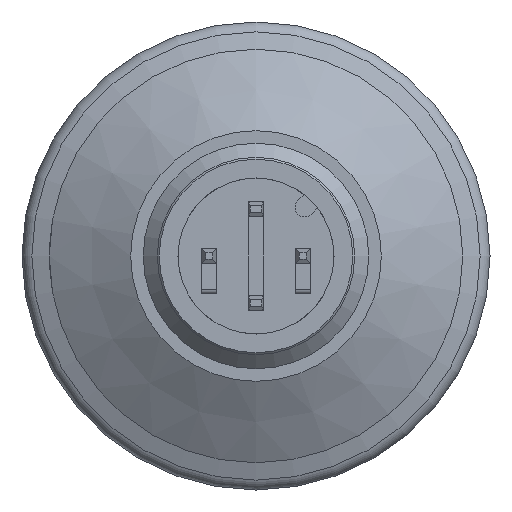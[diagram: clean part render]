
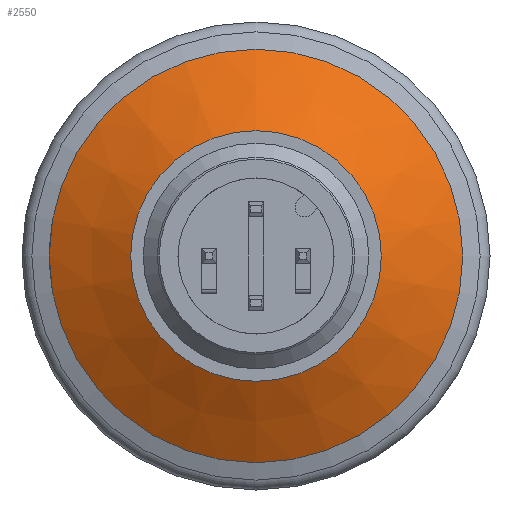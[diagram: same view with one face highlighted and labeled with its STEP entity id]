
A CAD part, front view. The second image highlights one B-rep face of the part: STEP entity #2550.
In plain terms, the highlighted conical face has half-angle 60 degrees and reference radius 6.67 mm.
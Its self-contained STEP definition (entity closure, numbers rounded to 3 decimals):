
#477=CONICAL_SURFACE('',#2727,6.67,1.047);
#962=ORIENTED_EDGE('',*,*,#1216,.F.);
#963=ORIENTED_EDGE('',*,*,#1214,.T.);
#1214=EDGE_CURVE('',#1387,#1387,#1435,.T.);
#1216=EDGE_CURVE('',#1389,#1389,#1437,.T.);
#1387=VERTEX_POINT('',#3765);
#1389=VERTEX_POINT('',#3771);
#1435=CIRCLE('',#2724,6.67);
#1437=CIRCLE('',#2728,11.);
#1560=EDGE_LOOP('',(#962));
#1561=EDGE_LOOP('',(#963));
#1689=FACE_BOUND('',#1560,.T.);
#1690=FACE_BOUND('',#1561,.T.);
#2550=ADVANCED_FACE('',(#1689,#1690),#477,.T.);
#2724=AXIS2_PLACEMENT_3D('',#3764,#3238,#3239);
#2727=AXIS2_PLACEMENT_3D('',#3769,#3244,#3245);
#2728=AXIS2_PLACEMENT_3D('',#3770,#3246,#3247);
#3238=DIRECTION('',(0.,1.,0.));
#3239=DIRECTION('',(0.,0.,1.));
#3244=DIRECTION('',(0.,1.,0.));
#3245=DIRECTION('',(0.,0.,1.));
#3246=DIRECTION('',(0.,1.,0.));
#3247=DIRECTION('',(0.,0.,1.));
#3764=CARTESIAN_POINT('',(0.,-60.6,0.));
#3765=CARTESIAN_POINT('',(0.,-60.6,6.67));
#3769=CARTESIAN_POINT('',(0.,-60.6,0.));
#3770=CARTESIAN_POINT('',(0.,-58.1,0.));
#3771=CARTESIAN_POINT('',(0.,-58.1,11.));
